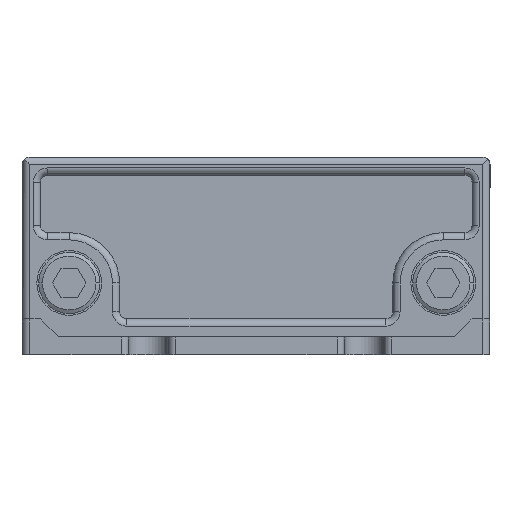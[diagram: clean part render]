
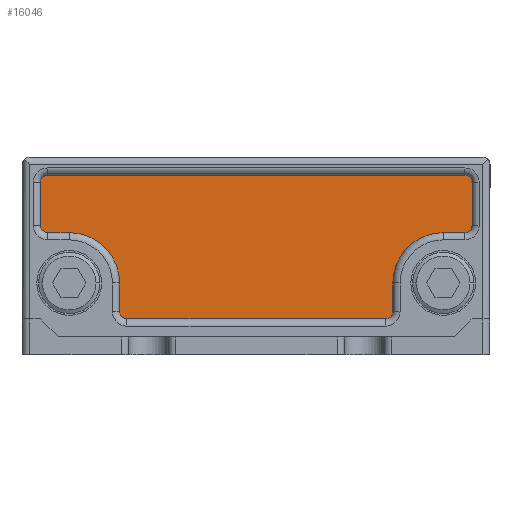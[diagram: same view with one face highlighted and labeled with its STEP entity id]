
A CAD part, left-side view. The second image highlights one B-rep face of the part: STEP entity #16046.
In plain terms, the highlighted planar face has unit normal (-1, 0, 0).
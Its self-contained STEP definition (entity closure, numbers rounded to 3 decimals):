
#15378=CARTESIAN_POINT('',(22.5,13.5,6.));
#15379=VERTEX_POINT('',#15378);
#15386=CARTESIAN_POINT('',(22.5,14.5,5.));
#15387=VERTEX_POINT('',#15386);
#15388=CARTESIAN_POINT('',(22.5,14.5,6.));
#15389=DIRECTION('',(-1.0,0.0,0.0));
#15390=DIRECTION('',(0.0,-1.0,0.0));
#15391=AXIS2_PLACEMENT_3D('',#15388,#15389,#15390);
#15392=CIRCLE('',#15391,1.0);
#15393=EDGE_CURVE('',#15387,#15379,#15392,.T.);
#15410=CARTESIAN_POINT('',(22.5,13.5,10.0));
#15411=VERTEX_POINT('',#15410);
#15418=CARTESIAN_POINT('',(22.5,13.5,10.0));
#15419=DIRECTION('',(0.0,0.0,-1.0));
#15420=VECTOR('',#15419,4.);
#15421=LINE('',#15418,#15420);
#15422=EDGE_CURVE('',#15411,#15379,#15421,.T.);
#15434=CARTESIAN_POINT('',(22.5,6.5,17.0));
#15435=VERTEX_POINT('',#15434);
#15442=CARTESIAN_POINT('',(22.5,6.5,10.0));
#15443=DIRECTION('',(-1.0,0.0,0.0));
#15444=DIRECTION('',(0.0,-1.0,0.0));
#15445=AXIS2_PLACEMENT_3D('',#15442,#15443,#15444);
#15446=CIRCLE('',#15445,7.0);
#15447=EDGE_CURVE('',#15435,#15411,#15446,.T.);
#15459=CARTESIAN_POINT('',(22.5,3.5,17.0));
#15460=VERTEX_POINT('',#15459);
#15467=CARTESIAN_POINT('',(22.5,6.5,17.0));
#15468=DIRECTION('',(0.0,-1.0,0.0));
#15469=VECTOR('',#15468,3.0);
#15470=LINE('',#15467,#15469);
#15471=EDGE_CURVE('',#15435,#15460,#15470,.T.);
#15483=CARTESIAN_POINT('',(22.5,2.5,18.0));
#15484=VERTEX_POINT('',#15483);
#15491=CARTESIAN_POINT('',(22.5,3.5,18.0));
#15492=DIRECTION('',(-1.0,0.0,0.0));
#15493=DIRECTION('',(0.0,-1.0,0.0));
#15494=AXIS2_PLACEMENT_3D('',#15491,#15492,#15493);
#15495=CIRCLE('',#15494,1.0);
#15496=EDGE_CURVE('',#15460,#15484,#15495,.T.);
#15508=CARTESIAN_POINT('',(22.5,2.5,24.));
#15509=VERTEX_POINT('',#15508);
#15516=CARTESIAN_POINT('',(22.5,2.5,24.));
#15517=DIRECTION('',(0.0,0.0,-1.0));
#15518=VECTOR('',#15517,6.0);
#15519=LINE('',#15516,#15518);
#15520=EDGE_CURVE('',#15509,#15484,#15519,.T.);
#15532=CARTESIAN_POINT('',(22.5,3.5,25.));
#15533=VERTEX_POINT('',#15532);
#15540=CARTESIAN_POINT('',(22.5,3.5,24.));
#15541=DIRECTION('',(-1.0,0.0,0.0));
#15542=DIRECTION('',(0.0,-1.0,0.0));
#15543=AXIS2_PLACEMENT_3D('',#15540,#15541,#15542);
#15544=CIRCLE('',#15543,1.0);
#15545=EDGE_CURVE('',#15509,#15533,#15544,.T.);
#15557=CARTESIAN_POINT('',(22.5,61.5,25.0));
#15558=VERTEX_POINT('',#15557);
#15565=CARTESIAN_POINT('',(22.5,61.5,25.0));
#15566=DIRECTION('',(0.0,-1.0,0.0));
#15567=VECTOR('',#15566,58.0);
#15568=LINE('',#15565,#15567);
#15569=EDGE_CURVE('',#15558,#15533,#15568,.T.);
#15841=CARTESIAN_POINT('',(22.5,50.5,5.));
#15842=VERTEX_POINT('',#15841);
#15843=CARTESIAN_POINT('',(22.5,50.5,5.));
#15844=DIRECTION('',(0.0,-1.0,0.0));
#15845=VECTOR('',#15844,36.0);
#15846=LINE('',#15843,#15845);
#15847=EDGE_CURVE('',#15842,#15387,#15846,.T.);
#15865=CARTESIAN_POINT('',(22.5,51.5,6.));
#15866=VERTEX_POINT('',#15865);
#15867=CARTESIAN_POINT('',(22.5,50.5,6.));
#15868=DIRECTION('',(-1.0,0.0,0.0));
#15869=DIRECTION('',(0.0,-1.0,0.0));
#15870=AXIS2_PLACEMENT_3D('',#15867,#15868,#15869);
#15871=CIRCLE('',#15870,1.0);
#15872=EDGE_CURVE('',#15866,#15842,#15871,.T.);
#15890=CARTESIAN_POINT('',(22.5,51.5,10.0));
#15891=VERTEX_POINT('',#15890);
#15892=CARTESIAN_POINT('',(22.5,51.5,10.0));
#15893=DIRECTION('',(0.0,0.0,-1.0));
#15894=VECTOR('',#15893,4.);
#15895=LINE('',#15892,#15894);
#15896=EDGE_CURVE('',#15891,#15866,#15895,.T.);
#15914=CARTESIAN_POINT('',(22.5,58.5,17.0));
#15915=VERTEX_POINT('',#15914);
#15916=CARTESIAN_POINT('',(22.5,58.5,10.0));
#15917=DIRECTION('',(-1.0,0.0,0.0));
#15918=DIRECTION('',(0.0,-1.0,0.0));
#15919=AXIS2_PLACEMENT_3D('',#15916,#15917,#15918);
#15920=CIRCLE('',#15919,7.0);
#15921=EDGE_CURVE('',#15891,#15915,#15920,.T.);
#15939=CARTESIAN_POINT('',(22.5,61.5,17.0));
#15940=VERTEX_POINT('',#15939);
#15941=CARTESIAN_POINT('',(22.5,58.5,17.0));
#15942=DIRECTION('',(0.0,1.0,0.0));
#15943=VECTOR('',#15942,3.0);
#15944=LINE('',#15941,#15943);
#15945=EDGE_CURVE('',#15915,#15940,#15944,.T.);
#15963=CARTESIAN_POINT('',(22.5,62.5,18.0));
#15964=VERTEX_POINT('',#15963);
#15965=CARTESIAN_POINT('',(22.5,61.5,18.0));
#15966=DIRECTION('',(-1.0,0.0,0.0));
#15967=DIRECTION('',(0.0,-1.0,0.0));
#15968=AXIS2_PLACEMENT_3D('',#15965,#15966,#15967);
#15969=CIRCLE('',#15968,1.0);
#15970=EDGE_CURVE('',#15964,#15940,#15969,.T.);
#15988=CARTESIAN_POINT('',(22.5,62.5,24.0));
#15989=VERTEX_POINT('',#15988);
#15990=CARTESIAN_POINT('',(22.5,62.5,18.0));
#15991=DIRECTION('',(0.0,0.0,1.0));
#15992=VECTOR('',#15991,6.0);
#15993=LINE('',#15990,#15992);
#15994=EDGE_CURVE('',#15964,#15989,#15993,.T.);
#16012=CARTESIAN_POINT('',(22.5,61.5,24.0));
#16013=DIRECTION('',(-1.0,0.0,0.0));
#16014=DIRECTION('',(0.0,-1.0,0.0));
#16015=AXIS2_PLACEMENT_3D('',#16012,#16013,#16014);
#16016=CIRCLE('',#16015,1.0);
#16017=EDGE_CURVE('',#15558,#15989,#16016,.T.);
#16023=CARTESIAN_POINT('',(22.5,32.5,16.594));
#16024=DIRECTION('',(-1.0,0.0,0.0));
#16025=DIRECTION('',(0.0,-1.0,0.0));
#16026=AXIS2_PLACEMENT_3D('',#16023,#16024,#16025);
#16027=PLANE('',#16026);
#16028=ORIENTED_EDGE('',*,*,#15393,.T.);
#16029=ORIENTED_EDGE('',*,*,#15422,.F.);
#16030=ORIENTED_EDGE('',*,*,#15447,.F.);
#16031=ORIENTED_EDGE('',*,*,#15471,.T.);
#16032=ORIENTED_EDGE('',*,*,#15496,.T.);
#16033=ORIENTED_EDGE('',*,*,#15520,.F.);
#16034=ORIENTED_EDGE('',*,*,#15545,.T.);
#16035=ORIENTED_EDGE('',*,*,#15569,.F.);
#16036=ORIENTED_EDGE('',*,*,#16017,.T.);
#16037=ORIENTED_EDGE('',*,*,#15994,.F.);
#16038=ORIENTED_EDGE('',*,*,#15970,.T.);
#16039=ORIENTED_EDGE('',*,*,#15945,.F.);
#16040=ORIENTED_EDGE('',*,*,#15921,.F.);
#16041=ORIENTED_EDGE('',*,*,#15896,.T.);
#16042=ORIENTED_EDGE('',*,*,#15872,.T.);
#16043=ORIENTED_EDGE('',*,*,#15847,.T.);
#16044=EDGE_LOOP('',(#16028,#16029,#16030,#16031,#16032,#16033,#16034,#16035,#16036,#16037,#16038,#16039,#16040,#16041,#16042,#16043));
#16045=FACE_OUTER_BOUND('',#16044,.T.);
#16046=ADVANCED_FACE('',(#16045),#16027,.T.);
